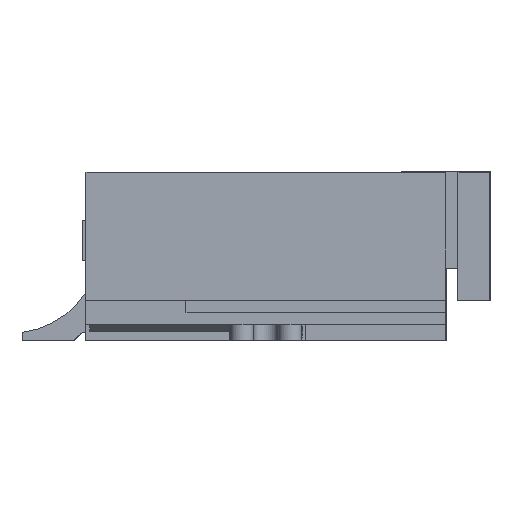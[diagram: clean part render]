
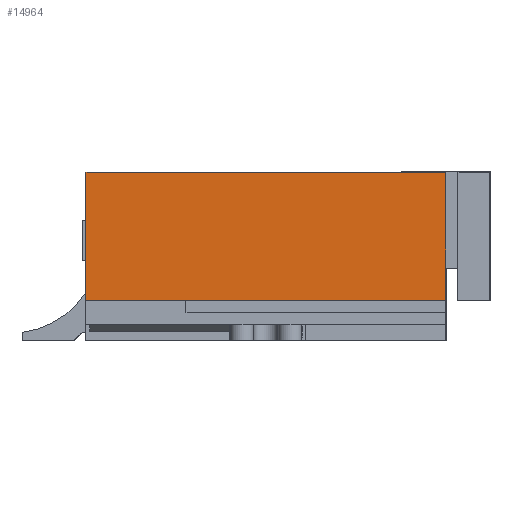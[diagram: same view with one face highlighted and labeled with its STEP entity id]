
A CAD part, left-side view. The second image highlights one B-rep face of the part: STEP entity #14964.
In plain terms, the highlighted planar face has unit normal (-1, 0, 0).
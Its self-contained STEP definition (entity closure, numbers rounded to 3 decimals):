
#14964=ADVANCED_FACE('',(#26588),#26590,.F.);
#26588=FACE_BOUND('',#26589,.T.);
#26589=EDGE_LOOP('',(#36927,#36928,#36929,#36930));
#26590=PLANE('',#26591);
#26591=AXIS2_PLACEMENT_3D('',#26592,#26593,#26594);
#26592=CARTESIAN_POINT('',(-2.4,0.,0.));
#26593=DIRECTION('',(1.,0.,0.));
#26594=DIRECTION('',(0.,1.,0.));
#36927=ORIENTED_EDGE('',*,*,#42097,.F.);
#36928=ORIENTED_EDGE('',*,*,#42094,.F.);
#36929=ORIENTED_EDGE('',*,*,#42091,.F.);
#36930=ORIENTED_EDGE('',*,*,#42087,.F.);
#42087=EDGE_CURVE('',#50560,#50561,#50562,.T.);
#42091=EDGE_CURVE('',#50561,#50568,#50569,.T.);
#42094=EDGE_CURVE('',#50568,#50573,#50574,.T.);
#42097=EDGE_CURVE('',#50573,#50560,#50578,.T.);
#50560=VERTEX_POINT('',#69705);
#50561=VERTEX_POINT('',#69706);
#50562=LINE('',#69707,#69708);
#50568=VERTEX_POINT('',#69721);
#50569=LINE('',#69722,#69723);
#50573=VERTEX_POINT('',#69732);
#50574=LINE('',#69733,#69734);
#50578=LINE('',#69743,#69744);
#69705=CARTESIAN_POINT('',(-2.4,-5.25,0.5));
#69706=CARTESIAN_POINT('',(-2.4,-0.75,0.5));
#69707=CARTESIAN_POINT('',(-2.4,-5.25,0.5));
#69708=VECTOR('',#69709,1.);
#69709=DIRECTION('',(0.,1.,0.));
#69721=CARTESIAN_POINT('',(-2.4,-0.75,2.1));
#69722=CARTESIAN_POINT('',(-2.4,-0.75,0.5));
#69723=VECTOR('',#69724,1.);
#69724=DIRECTION('',(0.,0.,1.));
#69732=CARTESIAN_POINT('',(-2.4,-5.25,2.1));
#69733=CARTESIAN_POINT('',(-2.4,-0.75,2.1));
#69734=VECTOR('',#69735,1.);
#69735=DIRECTION('',(0.,-1.,0.));
#69743=CARTESIAN_POINT('',(-2.4,-5.25,2.1));
#69744=VECTOR('',#69745,1.);
#69745=DIRECTION('',(0.,0.,-1.));
